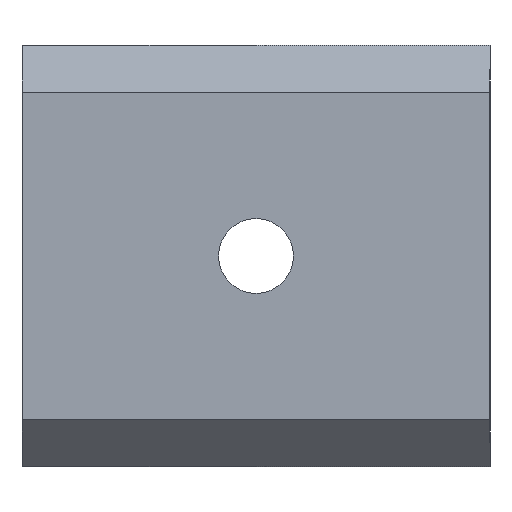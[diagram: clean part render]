
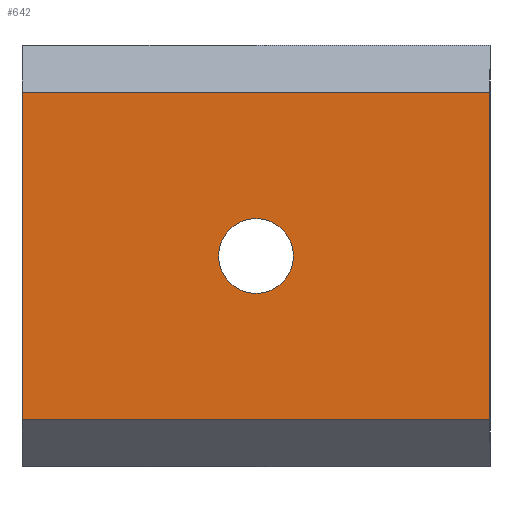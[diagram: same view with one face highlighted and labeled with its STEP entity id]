
A CAD part, left-side view. The second image highlights one B-rep face of the part: STEP entity #642.
In plain terms, the highlighted planar face has unit normal (-1, 0, 0).
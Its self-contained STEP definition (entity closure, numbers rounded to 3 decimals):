
#31 = PLANE('',#32);
#32 = AXIS2_PLACEMENT_3D('',#33,#34,#35);
#33 = CARTESIAN_POINT('',(0.,0.,0.));
#34 = DIRECTION('',(0.,1.,0.));
#35 = DIRECTION('',(0.,0.,1.));
#88 = VERTEX_POINT('',#89);
#89 = CARTESIAN_POINT('',(0.,0.,2.));
#103 = PLANE('',#104);
#104 = AXIS2_PLACEMENT_3D('',#105,#106,#107);
#105 = CARTESIAN_POINT('',(1.,0.,1.));
#106 = DIRECTION('',(-0.707,0.,-0.707));
#107 = DIRECTION('',(0.,1.,0.));
#115 = EDGE_CURVE('',#88,#116,#118,.T.);
#116 = VERTEX_POINT('',#117);
#117 = CARTESIAN_POINT('',(0.,0.,16.));
#118 = SURFACE_CURVE('',#119,(#123,#130),.PCURVE_S1.);
#119 = LINE('',#120,#121);
#120 = CARTESIAN_POINT('',(0.,0.,0.));
#121 = VECTOR('',#122,1.);
#122 = DIRECTION('',(0.,0.,1.));
#123 = PCURVE('',#31,#124);
#124 = DEFINITIONAL_REPRESENTATION('',(#125),#129);
#125 = LINE('',#126,#127);
#126 = CARTESIAN_POINT('',(0.,0.));
#127 = VECTOR('',#128,1.);
#128 = DIRECTION('',(1.,0.));
#129 = ( GEOMETRIC_REPRESENTATION_CONTEXT(2) 
PARAMETRIC_REPRESENTATION_CONTEXT() REPRESENTATION_CONTEXT('2D SPACE',''
  ) );
#130 = PCURVE('',#131,#136);
#131 = PLANE('',#132);
#132 = AXIS2_PLACEMENT_3D('',#133,#134,#135);
#133 = CARTESIAN_POINT('',(0.,0.,0.));
#134 = DIRECTION('',(1.,0.,0.));
#135 = DIRECTION('',(0.,0.,1.));
#136 = DEFINITIONAL_REPRESENTATION('',(#137),#141);
#137 = LINE('',#138,#139);
#138 = CARTESIAN_POINT('',(0.,0.));
#139 = VECTOR('',#140,1.);
#140 = DIRECTION('',(1.,0.));
#141 = ( GEOMETRIC_REPRESENTATION_CONTEXT(2) 
PARAMETRIC_REPRESENTATION_CONTEXT() REPRESENTATION_CONTEXT('2D SPACE',''
  ) );
#159 = PLANE('',#160);
#160 = AXIS2_PLACEMENT_3D('',#161,#162,#163);
#161 = CARTESIAN_POINT('',(1.,0.,17.));
#162 = DIRECTION('',(0.707,0.,-0.707));
#163 = DIRECTION('',(0.,1.,0.));
#386 = PLANE('',#387);
#387 = AXIS2_PLACEMENT_3D('',#388,#389,#390);
#388 = CARTESIAN_POINT('',(0.,20.,0.));
#389 = DIRECTION('',(0.,1.,0.));
#390 = DIRECTION('',(0.,0.,1.));
#551 = EDGE_CURVE('',#88,#552,#554,.T.);
#552 = VERTEX_POINT('',#553);
#553 = CARTESIAN_POINT('',(0.,20.,2.));
#554 = SURFACE_CURVE('',#555,(#559,#566),.PCURVE_S1.);
#555 = LINE('',#556,#557);
#556 = CARTESIAN_POINT('',(0.,0.,2.));
#557 = VECTOR('',#558,1.);
#558 = DIRECTION('',(0.,1.,0.));
#559 = PCURVE('',#103,#560);
#560 = DEFINITIONAL_REPRESENTATION('',(#561),#565);
#561 = LINE('',#562,#563);
#562 = CARTESIAN_POINT('',(0.,-1.414));
#563 = VECTOR('',#564,1.);
#564 = DIRECTION('',(1.,0.));
#565 = ( GEOMETRIC_REPRESENTATION_CONTEXT(2) 
PARAMETRIC_REPRESENTATION_CONTEXT() REPRESENTATION_CONTEXT('2D SPACE',''
  ) );
#566 = PCURVE('',#131,#567);
#567 = DEFINITIONAL_REPRESENTATION('',(#568),#572);
#568 = LINE('',#569,#570);
#569 = CARTESIAN_POINT('',(2.,0.));
#570 = VECTOR('',#571,1.);
#571 = DIRECTION('',(0.,-1.));
#572 = ( GEOMETRIC_REPRESENTATION_CONTEXT(2) 
PARAMETRIC_REPRESENTATION_CONTEXT() REPRESENTATION_CONTEXT('2D SPACE',''
  ) );
#642 = ADVANCED_FACE('',(#643,#691),#131,.F.);
#643 = FACE_BOUND('',#644,.F.);
#644 = EDGE_LOOP('',(#645,#646,#647,#670));
#645 = ORIENTED_EDGE('',*,*,#115,.F.);
#646 = ORIENTED_EDGE('',*,*,#551,.T.);
#647 = ORIENTED_EDGE('',*,*,#648,.T.);
#648 = EDGE_CURVE('',#552,#649,#651,.T.);
#649 = VERTEX_POINT('',#650);
#650 = CARTESIAN_POINT('',(0.,20.,16.));
#651 = SURFACE_CURVE('',#652,(#656,#663),.PCURVE_S1.);
#652 = LINE('',#653,#654);
#653 = CARTESIAN_POINT('',(0.,20.,0.));
#654 = VECTOR('',#655,1.);
#655 = DIRECTION('',(0.,0.,1.));
#656 = PCURVE('',#131,#657);
#657 = DEFINITIONAL_REPRESENTATION('',(#658),#662);
#658 = LINE('',#659,#660);
#659 = CARTESIAN_POINT('',(0.,-20.));
#660 = VECTOR('',#661,1.);
#661 = DIRECTION('',(1.,0.));
#662 = ( GEOMETRIC_REPRESENTATION_CONTEXT(2) 
PARAMETRIC_REPRESENTATION_CONTEXT() REPRESENTATION_CONTEXT('2D SPACE',''
  ) );
#663 = PCURVE('',#386,#664);
#664 = DEFINITIONAL_REPRESENTATION('',(#665),#669);
#665 = LINE('',#666,#667);
#666 = CARTESIAN_POINT('',(0.,0.));
#667 = VECTOR('',#668,1.);
#668 = DIRECTION('',(1.,0.));
#669 = ( GEOMETRIC_REPRESENTATION_CONTEXT(2) 
PARAMETRIC_REPRESENTATION_CONTEXT() REPRESENTATION_CONTEXT('2D SPACE',''
  ) );
#670 = ORIENTED_EDGE('',*,*,#671,.F.);
#671 = EDGE_CURVE('',#116,#649,#672,.T.);
#672 = SURFACE_CURVE('',#673,(#677,#684),.PCURVE_S1.);
#673 = LINE('',#674,#675);
#674 = CARTESIAN_POINT('',(0.,0.,16.));
#675 = VECTOR('',#676,1.);
#676 = DIRECTION('',(0.,1.,0.));
#677 = PCURVE('',#131,#678);
#678 = DEFINITIONAL_REPRESENTATION('',(#679),#683);
#679 = LINE('',#680,#681);
#680 = CARTESIAN_POINT('',(16.,0.));
#681 = VECTOR('',#682,1.);
#682 = DIRECTION('',(0.,-1.));
#683 = ( GEOMETRIC_REPRESENTATION_CONTEXT(2) 
PARAMETRIC_REPRESENTATION_CONTEXT() REPRESENTATION_CONTEXT('2D SPACE',''
  ) );
#684 = PCURVE('',#159,#685);
#685 = DEFINITIONAL_REPRESENTATION('',(#686),#690);
#686 = LINE('',#687,#688);
#687 = CARTESIAN_POINT('',(0.,-1.414));
#688 = VECTOR('',#689,1.);
#689 = DIRECTION('',(1.,0.));
#690 = ( GEOMETRIC_REPRESENTATION_CONTEXT(2) 
PARAMETRIC_REPRESENTATION_CONTEXT() REPRESENTATION_CONTEXT('2D SPACE',''
  ) );
#691 = FACE_BOUND('',#692,.F.);
#692 = EDGE_LOOP('',(#693));
#693 = ORIENTED_EDGE('',*,*,#694,.T.);
#694 = EDGE_CURVE('',#695,#695,#697,.T.);
#695 = VERTEX_POINT('',#696);
#696 = CARTESIAN_POINT('',(0.,10.,10.6));
#697 = SURFACE_CURVE('',#698,(#703,#714),.PCURVE_S1.);
#698 = CIRCLE('',#699,1.6);
#699 = AXIS2_PLACEMENT_3D('',#700,#701,#702);
#700 = CARTESIAN_POINT('',(0.,10.,9.));
#701 = DIRECTION('',(-1.,0.,0.));
#702 = DIRECTION('',(0.,0.,1.));
#703 = PCURVE('',#131,#704);
#704 = DEFINITIONAL_REPRESENTATION('',(#705),#713);
#705 = ( BOUNDED_CURVE() B_SPLINE_CURVE(2,(#706,#707,#708,#709,#710,#711
,#712),.UNSPECIFIED.,.T.,.F.) B_SPLINE_CURVE_WITH_KNOTS((1,2,2,2,2,1),(
    -2.094,0.,2.094,4.189,6.283,
8.378),.UNSPECIFIED.) CURVE() GEOMETRIC_REPRESENTATION_ITEM() 
RATIONAL_B_SPLINE_CURVE((1.,0.5,1.,0.5,1.,0.5,1.)) REPRESENTATION_ITEM(
  '') );
#706 = CARTESIAN_POINT('',(10.6,-10.));
#707 = CARTESIAN_POINT('',(10.6,-12.771));
#708 = CARTESIAN_POINT('',(8.2,-11.386));
#709 = CARTESIAN_POINT('',(5.8,-10.));
#710 = CARTESIAN_POINT('',(8.2,-8.614));
#711 = CARTESIAN_POINT('',(10.6,-7.229));
#712 = CARTESIAN_POINT('',(10.6,-10.));
#713 = ( GEOMETRIC_REPRESENTATION_CONTEXT(2) 
PARAMETRIC_REPRESENTATION_CONTEXT() REPRESENTATION_CONTEXT('2D SPACE',''
  ) );
#714 = PCURVE('',#715,#720);
#715 = CYLINDRICAL_SURFACE('',#716,1.6);
#716 = AXIS2_PLACEMENT_3D('',#717,#718,#719);
#717 = CARTESIAN_POINT('',(7.,10.,9.));
#718 = DIRECTION('',(-1.,0.,0.));
#719 = DIRECTION('',(0.,0.,1.));
#720 = DEFINITIONAL_REPRESENTATION('',(#721),#725);
#721 = LINE('',#722,#723);
#722 = CARTESIAN_POINT('',(0.,7.));
#723 = VECTOR('',#724,1.);
#724 = DIRECTION('',(1.,0.));
#725 = ( GEOMETRIC_REPRESENTATION_CONTEXT(2) 
PARAMETRIC_REPRESENTATION_CONTEXT() REPRESENTATION_CONTEXT('2D SPACE',''
  ) );
